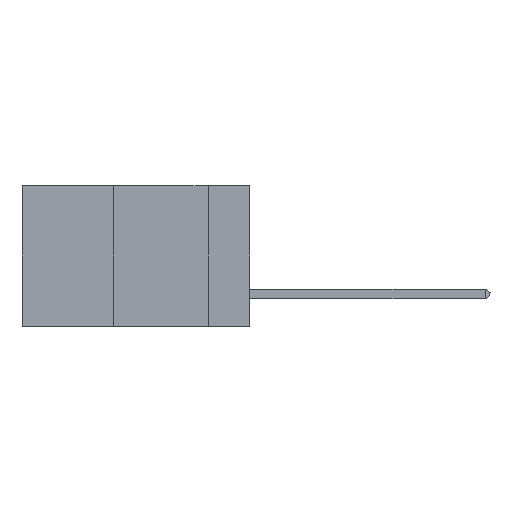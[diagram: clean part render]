
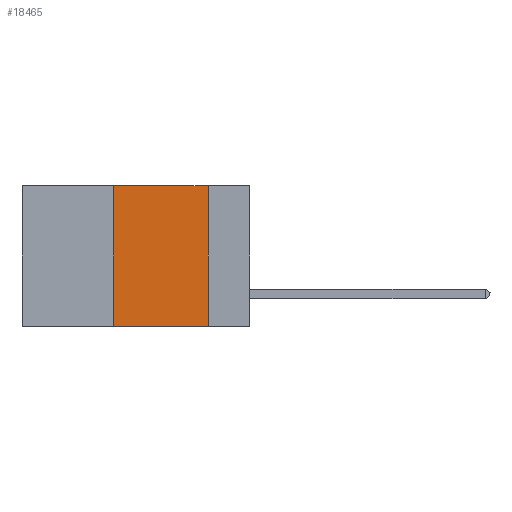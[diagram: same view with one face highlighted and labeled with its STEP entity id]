
A CAD part, left-side view. The second image highlights one B-rep face of the part: STEP entity #18465.
In plain terms, the highlighted planar face has unit normal (-1, 0, 0).
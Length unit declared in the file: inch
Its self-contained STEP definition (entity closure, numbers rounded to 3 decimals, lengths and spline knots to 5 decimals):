
#1266 = CARTESIAN_POINT ( 'NONE',  ( 0., 0.36, -0.37 ) ) ;
#1449 = CARTESIAN_POINT ( 'NONE',  ( 0., 0.11, 0. ) ) ;
#1834 = DIRECTION ( 'NONE',  ( 0., -1., 0. ) ) ;
#6591 = VERTEX_POINT ( 'NONE', #22944 ) ;
#6840 = VERTEX_POINT ( 'NONE', #14858 ) ;
#7073 = AXIS2_PLACEMENT_3D ( 'NONE', #41160, #14801, #11249 ) ;
#9155 = EDGE_CURVE ( 'NONE', #6591, #6840, #38747, .T. ) ;
#11249 = DIRECTION ( 'NONE',  ( 0., 0., -1. ) ) ;
#13128 = CARTESIAN_POINT ( 'NONE',  ( 0., 0.6, 0. ) ) ;
#13956 = ORIENTED_EDGE ( 'NONE', *, *, #35916, .F. ) ;
#14801 = DIRECTION ( 'NONE',  ( 1., 0., 0. ) ) ;
#14858 = CARTESIAN_POINT ( 'NONE',  ( 0., 0.11, 0. ) ) ;
#17556 = ORIENTED_EDGE ( 'NONE', *, *, #9155, .F. ) ;
#18465 = ADVANCED_FACE ( 'NONE', ( #22284 ), #30995, .F. ) ;
#18877 = CARTESIAN_POINT ( 'NONE',  ( 0., 0.6, -0.37 ) ) ;
#20803 = ORIENTED_EDGE ( 'NONE', *, *, #27584, .F. ) ;
#20854 = LINE ( 'NONE', #21625, #31787 ) ;
#21625 = CARTESIAN_POINT ( 'NONE',  ( 0., 0.36, 0. ) ) ;
#22284 = FACE_OUTER_BOUND ( 'NONE', #25330, .T. ) ;
#22454 = LINE ( 'NONE', #18877, #28129 ) ;
#22944 = CARTESIAN_POINT ( 'NONE',  ( 0., 0.36, 0. ) ) ;
#24109 = VERTEX_POINT ( 'NONE', #37648 ) ;
#24329 = VECTOR ( 'NONE', #25011, 39.37008 ) ;
#25011 = DIRECTION ( 'NONE',  ( 0., 0., -1. ) ) ;
#25243 = DIRECTION ( 'NONE',  ( 0., 0., 1. ) ) ;
#25330 = EDGE_LOOP ( 'NONE', ( #20803, #17556, #13956, #36040 ) ) ;
#26774 = VECTOR ( 'NONE', #36159, 39.37008 ) ;
#27584 = EDGE_CURVE ( 'NONE', #6840, #24109, #41522, .T. ) ;
#28129 = VECTOR ( 'NONE', #1834, 39.37008 ) ;
#28895 = VERTEX_POINT ( 'NONE', #1266 ) ;
#30995 = PLANE ( 'NONE',  #7073 ) ;
#31502 = EDGE_CURVE ( 'NONE', #28895, #24109, #22454, .T. ) ;
#31787 = VECTOR ( 'NONE', #25243, 39.37008 ) ;
#35916 = EDGE_CURVE ( 'NONE', #28895, #6591, #20854, .T. ) ;
#36040 = ORIENTED_EDGE ( 'NONE', *, *, #31502, .T. ) ;
#36159 = DIRECTION ( 'NONE',  ( 0., -1., 0. ) ) ;
#37648 = CARTESIAN_POINT ( 'NONE',  ( 0., 0.11, -0.37 ) ) ;
#38747 = LINE ( 'NONE', #13128, #26774 ) ;
#41160 = CARTESIAN_POINT ( 'NONE',  ( 0., 0.6, 0. ) ) ;
#41522 = LINE ( 'NONE', #1449, #24329 ) ;
